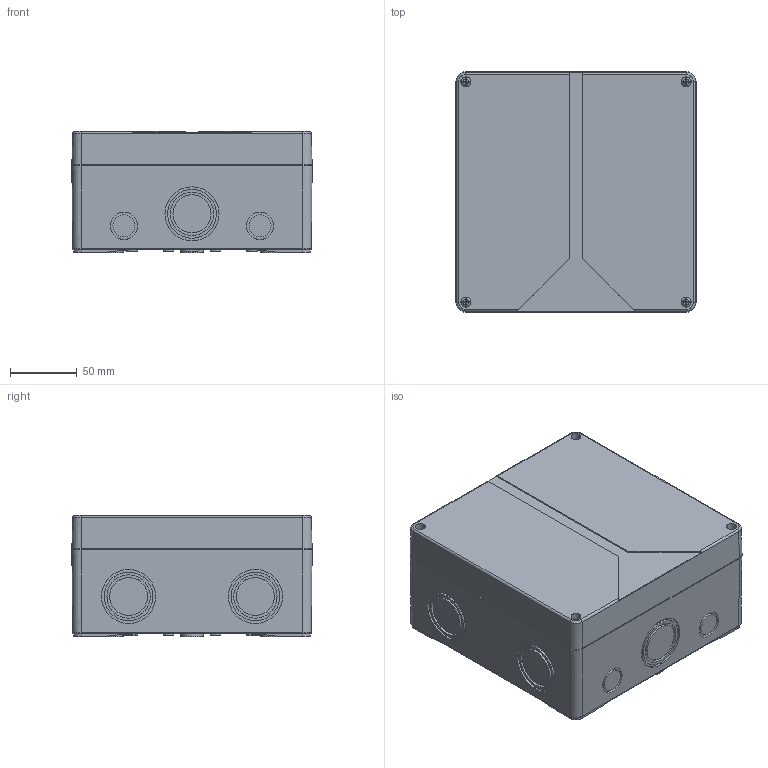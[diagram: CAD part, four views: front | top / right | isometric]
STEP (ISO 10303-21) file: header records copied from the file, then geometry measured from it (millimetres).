
FILE_DESCRIPTION( ( 'STEP AP214' ), ' ' );
FILE_NAME( '49091601.stp', '2016-04-11T15:33:09', ( '' ), ( '' ), ' ', 'PARTsolutions', ' ' );
FILE_SCHEMA( ( 'AUTOMOTIVE_DESIGN { 1 0 10303 214 1 1 1 1 }' ) );
Length unit declared in the file: millimetre
Products named in the file (4): 49091601; _Kasten-abox-160; _Deckel-abox-160; _Schraube_TK55-25mm
Assembly tree (6 placements, depth 2):
  49091601
    _Kasten-abox-160
    _Deckel-abox-160
    _Schraube_TK55-25mm  x4
Bounding box: 180 x 180 x 90.7 mm (x, y, z)
Volume: 488639.1 mm3; surface area: 302052.5 mm2
Topology: 6 solids, 6 shells, 864 faces, 2156 edges, 1422 vertices
Faces by surface type: plane 567, cylinder 234, cone 48, torus 14, bspline 1
Full cylindrical faces by diameter (mm): 2.5 x8, 3.1 x4, 3.3 x4, 3.4 x12, 3.9 x4, 4.03 x4, 5 x4, 6 x4, 7.2 x4, 7.5 x4, 8 x12, 14 x4, 16.5 x2, 17 x4, 20.5 x2, 21.5 x5, 25.5 x5, 28 x1, 28.5 x10, 32.5 x10, 36.5 x5, 40.5 x5
Entity records: 28382 total; most frequent: CARTESIAN_POINT 4163, DIRECTION 3840, ORIENTED_EDGE 3502, EDGE_CURVE 1751, AXIS2_PLACEMENT_3D 1383, VERTEX_POINT 1221, LINE 1074, VECTOR 1074
